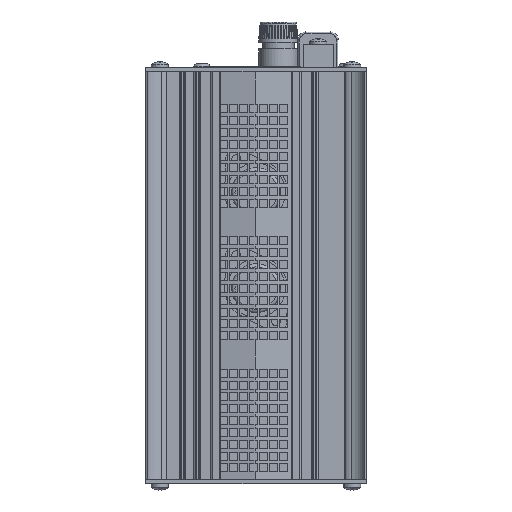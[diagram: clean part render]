
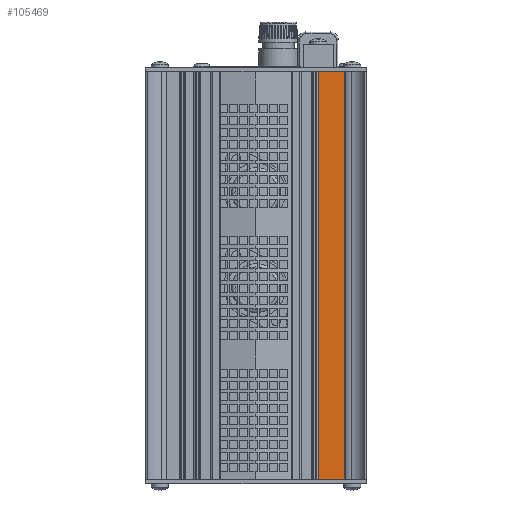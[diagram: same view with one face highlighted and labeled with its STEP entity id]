
A CAD part, left-side view. The second image highlights one B-rep face of the part: STEP entity #105469.
In plain terms, the highlighted planar face has unit normal (-1, 0, 0).
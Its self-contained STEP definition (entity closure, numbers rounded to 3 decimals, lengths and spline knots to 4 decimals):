
#4282=FACE_OUTER_BOUND('',#9715,.T.);
#9715=EDGE_LOOP('',(#71729,#71730,#71731,#71732));
#18287=LINE('',#146194,#31509);
#18288=LINE('',#146198,#31510);
#18289=LINE('',#146200,#31511);
#18290=LINE('',#146201,#31512);
#31509=VECTOR('',#117903,0.3937);
#31510=VECTOR('',#117908,0.3937);
#31511=VECTOR('',#117909,0.3937);
#31512=VECTOR('',#117910,0.3937);
#44760=VERTEX_POINT('',#146191);
#44761=VERTEX_POINT('',#146193);
#44762=VERTEX_POINT('',#146197);
#44763=VERTEX_POINT('',#146199);
#55363=EDGE_CURVE('',#44761,#44760,#18287,.T.);
#55365=EDGE_CURVE('',#44760,#44762,#18288,.T.);
#55366=EDGE_CURVE('',#44763,#44762,#18289,.T.);
#55367=EDGE_CURVE('',#44761,#44763,#18290,.T.);
#71729=ORIENTED_EDGE('',*,*,#55365,.T.);
#71730=ORIENTED_EDGE('',*,*,#55366,.F.);
#71731=ORIENTED_EDGE('',*,*,#55367,.F.);
#71732=ORIENTED_EDGE('',*,*,#55363,.T.);
#100384=PLANE('',#111180);
#105469=ADVANCED_FACE('',(#4282),#100384,.T.);
#111180=AXIS2_PLACEMENT_3D('',#146196,#117906,#117907);
#117903=DIRECTION('',(0.,0.,-1.));
#117906=DIRECTION('center_axis',(-1.,0.,0.));
#117907=DIRECTION('ref_axis',(0.,0.,1.));
#117908=DIRECTION('',(0.,-1.,0.));
#117909=DIRECTION('',(0.,0.,-1.));
#117910=DIRECTION('',(0.,-1.,0.));
#146191=CARTESIAN_POINT('',(-4.3011,3.2294,-6.375));
#146193=CARTESIAN_POINT('',(-4.3011,3.2294,0.));
#146194=CARTESIAN_POINT('',(-4.3011,3.2294,0.));
#146196=CARTESIAN_POINT('Origin',(-4.3011,2.8297,0.));
#146197=CARTESIAN_POINT('',(-4.3011,2.6997,-6.375));
#146198=CARTESIAN_POINT('',(-4.3011,2.8297,-6.375));
#146199=CARTESIAN_POINT('',(-4.3011,2.6997,0.));
#146200=CARTESIAN_POINT('',(-4.3011,2.6997,0.));
#146201=CARTESIAN_POINT('',(-4.3011,3.2294,0.));
